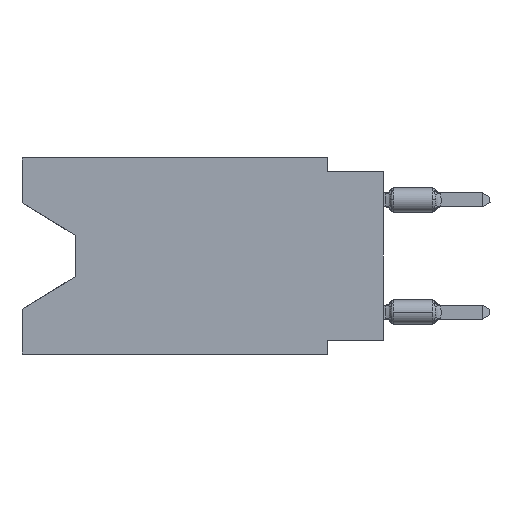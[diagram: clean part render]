
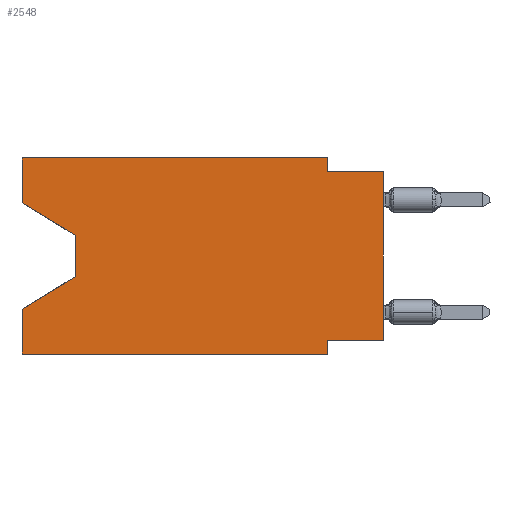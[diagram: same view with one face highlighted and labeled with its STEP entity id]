
A CAD part, left-side view. The second image highlights one B-rep face of the part: STEP entity #2548.
In plain terms, the highlighted planar face has unit normal (-1, 0, 0).
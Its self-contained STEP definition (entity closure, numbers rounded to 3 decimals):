
#129 = EDGE_CURVE ( 'NONE', #30671, #12595, #4576, .T. ) ;
#339 = CARTESIAN_POINT ( 'NONE',  ( 0., 2.54, -8.255 ) ) ;
#359 = EDGE_CURVE ( 'NONE', #13419, #30671, #1378, .T. ) ;
#1227 = VERTEX_POINT ( 'NONE', #29404 ) ;
#1234 = LINE ( 'NONE', #13345, #7288 ) ;
#1378 = LINE ( 'NONE', #17709, #23703 ) ;
#1595 = VECTOR ( 'NONE', #29747, 1000. ) ;
#2548 = ADVANCED_FACE ( 'NONE', ( #28229 ), #2640, .F. ) ;
#2640 = PLANE ( 'NONE',  #23048 ) ;
#2733 = ORIENTED_EDGE ( 'NONE', *, *, #26210, .F. ) ;
#3519 = VERTEX_POINT ( 'NONE', #3935 ) ;
#3561 = LINE ( 'NONE', #20340, #1595 ) ;
#3640 = EDGE_CURVE ( 'NONE', #3519, #6971, #28704, .T. ) ;
#3657 = DIRECTION ( 'NONE',  ( 0., 0., -1. ) ) ;
#3743 = CARTESIAN_POINT ( 'NONE',  ( 0., 13.97, -5.385 ) ) ;
#3935 = CARTESIAN_POINT ( 'NONE',  ( 0., 16.383, -8.89 ) ) ;
#4009 = VECTOR ( 'NONE', #3657, 1000. ) ;
#4195 = CARTESIAN_POINT ( 'NONE',  ( 0., 16.383, 0. ) ) ;
#4359 = EDGE_CURVE ( 'NONE', #29900, #6971, #3561, .T. ) ;
#4576 = LINE ( 'NONE', #30916, #21714 ) ;
#4867 = CARTESIAN_POINT ( 'NONE',  ( 0., 16.383, -8.89 ) ) ;
#5020 = DIRECTION ( 'NONE',  ( 0., -1., 0. ) ) ;
#5171 = VECTOR ( 'NONE', #16179, 1000. ) ;
#5259 = EDGE_CURVE ( 'NONE', #16106, #13419, #1234, .T. ) ;
#5579 = DIRECTION ( 'NONE',  ( 0., 0., 1. ) ) ;
#6011 = CARTESIAN_POINT ( 'NONE',  ( 0., 2.54, 0. ) ) ;
#6039 = LINE ( 'NONE', #17218, #24884 ) ;
#6184 = ORIENTED_EDGE ( 'NONE', *, *, #27942, .F. ) ;
#6872 = CARTESIAN_POINT ( 'NONE',  ( 0., 16.383, 0. ) ) ;
#6971 = VERTEX_POINT ( 'NONE', #8479 ) ;
#7127 = ORIENTED_EDGE ( 'NONE', *, *, #29410, .F. ) ;
#7166 = CARTESIAN_POINT ( 'NONE',  ( 0., 13.97, -3.505 ) ) ;
#7288 = VECTOR ( 'NONE', #10827, 1000. ) ;
#7741 = ORIENTED_EDGE ( 'NONE', *, *, #3640, .T. ) ;
#7794 = CARTESIAN_POINT ( 'NONE',  ( 0., 16.383, 0. ) ) ;
#8479 = CARTESIAN_POINT ( 'NONE',  ( 0., 2.54, -8.89 ) ) ;
#8768 = CARTESIAN_POINT ( 'NONE',  ( 0., 2.54, -0.635 ) ) ;
#9631 = CARTESIAN_POINT ( 'NONE',  ( 0., 16.383, -2.038 ) ) ;
#9732 = DIRECTION ( 'NONE',  ( 1., 0., 0. ) ) ;
#10827 = DIRECTION ( 'NONE',  ( 0., -0.855, -0.519 ) ) ;
#10870 = EDGE_CURVE ( 'NONE', #3519, #12595, #6039, .T. ) ;
#11690 = ORIENTED_EDGE ( 'NONE', *, *, #10870, .F. ) ;
#11778 = CARTESIAN_POINT ( 'NONE',  ( 0., 0., -0.635 ) ) ;
#12290 = VECTOR ( 'NONE', #21461, 1000. ) ;
#12595 = VERTEX_POINT ( 'NONE', #19616 ) ;
#13345 = CARTESIAN_POINT ( 'NONE',  ( 0., 16.383, -2.038 ) ) ;
#13419 = VERTEX_POINT ( 'NONE', #7166 ) ;
#14326 = EDGE_CURVE ( 'NONE', #1227, #30591, #22361, .T. ) ;
#14591 = CARTESIAN_POINT ( 'NONE',  ( 0., 0., 0. ) ) ;
#15057 = VECTOR ( 'NONE', #27625, 1000. ) ;
#15387 = ORIENTED_EDGE ( 'NONE', *, *, #18908, .F. ) ;
#16106 = VERTEX_POINT ( 'NONE', #9631 ) ;
#16179 = DIRECTION ( 'NONE',  ( 0., -1., 0. ) ) ;
#16654 = ORIENTED_EDGE ( 'NONE', *, *, #14326, .T. ) ;
#17218 = CARTESIAN_POINT ( 'NONE',  ( 0., 16.383, 0. ) ) ;
#17623 = LINE ( 'NONE', #6011, #4009 ) ;
#17709 = CARTESIAN_POINT ( 'NONE',  ( 0., 13.97, -3.505 ) ) ;
#17901 = CARTESIAN_POINT ( 'NONE',  ( 0., 0., -8.255 ) ) ;
#17960 = DIRECTION ( 'NONE',  ( 0., 0., 1. ) ) ;
#18028 = DIRECTION ( 'NONE',  ( 0., 0., -1. ) ) ;
#18908 = EDGE_CURVE ( 'NONE', #20423, #25881, #30539, .T. ) ;
#19115 = ORIENTED_EDGE ( 'NONE', *, *, #5259, .T. ) ;
#19501 = VECTOR ( 'NONE', #5579, 1000. ) ;
#19616 = CARTESIAN_POINT ( 'NONE',  ( 0., 16.383, -6.852 ) ) ;
#19749 = EDGE_CURVE ( 'NONE', #20019, #30591, #21657, .T. ) ;
#20019 = VERTEX_POINT ( 'NONE', #8768 ) ;
#20250 = LINE ( 'NONE', #17901, #15057 ) ;
#20270 = ORIENTED_EDGE ( 'NONE', *, *, #19749, .F. ) ;
#20340 = CARTESIAN_POINT ( 'NONE',  ( 0., 2.54, -8.89 ) ) ;
#20423 = VERTEX_POINT ( 'NONE', #7794 ) ;
#20987 = LINE ( 'NONE', #4195, #27635 ) ;
#21461 = DIRECTION ( 'NONE',  ( 0., -1., 0. ) ) ;
#21502 = DIRECTION ( 'NONE',  ( 0., 0., -1. ) ) ;
#21649 = CARTESIAN_POINT ( 'NONE',  ( 0., 16.383, 0. ) ) ;
#21657 = LINE ( 'NONE', #11778, #5171 ) ;
#21714 = VECTOR ( 'NONE', #25920, 1000. ) ;
#22361 = LINE ( 'NONE', #14591, #19501 ) ;
#22366 = CARTESIAN_POINT ( 'NONE',  ( 0., 2.54, 0. ) ) ;
#22601 = VECTOR ( 'NONE', #5020, 1000. ) ;
#23048 = AXIS2_PLACEMENT_3D ( 'NONE', #21649, #9732, #21502 ) ;
#23703 = VECTOR ( 'NONE', #18028, 1000. ) ;
#24884 = VECTOR ( 'NONE', #17960, 1000. ) ;
#25406 = CARTESIAN_POINT ( 'NONE',  ( 0., 0., -0.635 ) ) ;
#25595 = ORIENTED_EDGE ( 'NONE', *, *, #359, .T. ) ;
#25830 = ORIENTED_EDGE ( 'NONE', *, *, #129, .T. ) ;
#25850 = DIRECTION ( 'NONE',  ( 0., 0., 1. ) ) ;
#25881 = VERTEX_POINT ( 'NONE', #22366 ) ;
#25920 = DIRECTION ( 'NONE',  ( 0., 0.855, -0.519 ) ) ;
#26210 = EDGE_CURVE ( 'NONE', #25881, #20019, #17623, .T. ) ;
#26608 = ORIENTED_EDGE ( 'NONE', *, *, #4359, .F. ) ;
#27625 = DIRECTION ( 'NONE',  ( 0., 1., 0. ) ) ;
#27635 = VECTOR ( 'NONE', #25850, 1000. ) ;
#27942 = EDGE_CURVE ( 'NONE', #1227, #29900, #20250, .T. ) ;
#28229 = FACE_OUTER_BOUND ( 'NONE', #30712, .T. ) ;
#28704 = LINE ( 'NONE', #4867, #22601 ) ;
#29404 = CARTESIAN_POINT ( 'NONE',  ( 0., 0., -8.255 ) ) ;
#29410 = EDGE_CURVE ( 'NONE', #16106, #20423, #20987, .T. ) ;
#29747 = DIRECTION ( 'NONE',  ( 0., 0., -1. ) ) ;
#29900 = VERTEX_POINT ( 'NONE', #339 ) ;
#30539 = LINE ( 'NONE', #6872, #12290 ) ;
#30591 = VERTEX_POINT ( 'NONE', #25406 ) ;
#30671 = VERTEX_POINT ( 'NONE', #3743 ) ;
#30712 = EDGE_LOOP ( 'NONE', ( #19115, #25595, #25830, #11690, #7741, #26608, #6184, #16654, #20270, #2733, #15387, #7127 ) ) ;
#30916 = CARTESIAN_POINT ( 'NONE',  ( 0., 13.97, -5.385 ) ) ;
